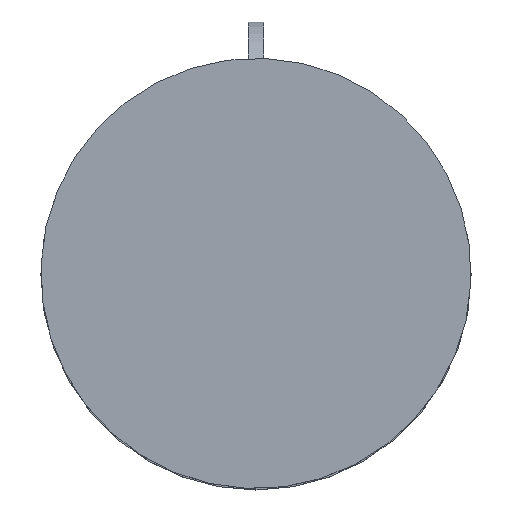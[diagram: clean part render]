
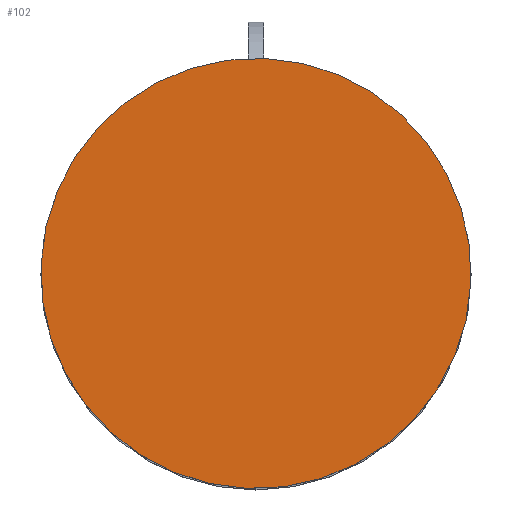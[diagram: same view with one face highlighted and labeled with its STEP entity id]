
A CAD part, top view. The second image highlights one B-rep face of the part: STEP entity #102.
In plain terms, the highlighted planar face has unit normal (0, 0, 1).
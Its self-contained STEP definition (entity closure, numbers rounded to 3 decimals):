
#10 = VERTEX_POINT ( 'NONE', #978 ) ;
#16 = AXIS2_PLACEMENT_3D ( 'NONE', #110, #814, #473 ) ;
#102 = ADVANCED_FACE ( 'Defeatured_0_14', ( #1096 ), #656, .F. ) ;
#110 = CARTESIAN_POINT ( 'NONE',  ( 0., 0., 280. ) ) ;
#122 = ORIENTED_EDGE ( 'NONE', *, *, #723, .F. ) ;
#272 = CARTESIAN_POINT ( 'NONE',  ( 38.173, 92.157, 280. ) ) ;
#334 = EDGE_LOOP ( 'NONE', ( #122, #719 ) ) ;
#473 = DIRECTION ( 'NONE',  ( -0.924, 0.383, 0. ) ) ;
#528 = AXIS2_PLACEMENT_3D ( 'NONE', #1499, #1038, #1510 ) ;
#656 = PLANE ( 'NONE',  #702 ) ;
#702 = AXIS2_PLACEMENT_3D ( 'NONE', #272, #893, #1120 ) ;
#719 = ORIENTED_EDGE ( 'NONE', *, *, #1240, .F. ) ;
#723 = EDGE_CURVE ( 'Defeatured_0_1+Defeatured_0_14+Defeatured_0_14+Defeatured_0_14', #10, #1259, #962, .T. ) ;
#814 = DIRECTION ( 'NONE',  ( 0., 0., -1. ) ) ;
#893 = DIRECTION ( 'NONE',  ( 0., 0., -1. ) ) ;
#912 = CARTESIAN_POINT ( 'NONE',  ( 131.653, -54.532, 280. ) ) ;
#962 = CIRCLE ( 'NONE', #16, 142.5 ) ;
#978 = CARTESIAN_POINT ( 'NONE',  ( -131.653, 54.532, 280. ) ) ;
#997 = CIRCLE ( 'NONE', #528, 142.5 ) ;
#1038 = DIRECTION ( 'NONE',  ( 0., 0., -1. ) ) ;
#1096 = FACE_OUTER_BOUND ( 'NONE', #334, .T. ) ;
#1120 = DIRECTION ( 'NONE',  ( -0.924, 0.383, 0. ) ) ;
#1240 = EDGE_CURVE ( 'Defeatured_0_1+Defeatured_0_14+Defeatured_0_14+Defeatured_0_14', #1259, #10, #997, .T. ) ;
#1259 = VERTEX_POINT ( 'NONE', #912 ) ;
#1499 = CARTESIAN_POINT ( 'NONE',  ( 0., 0., 280. ) ) ;
#1510 = DIRECTION ( 'NONE',  ( -0.924, 0.383, 0. ) ) ;
